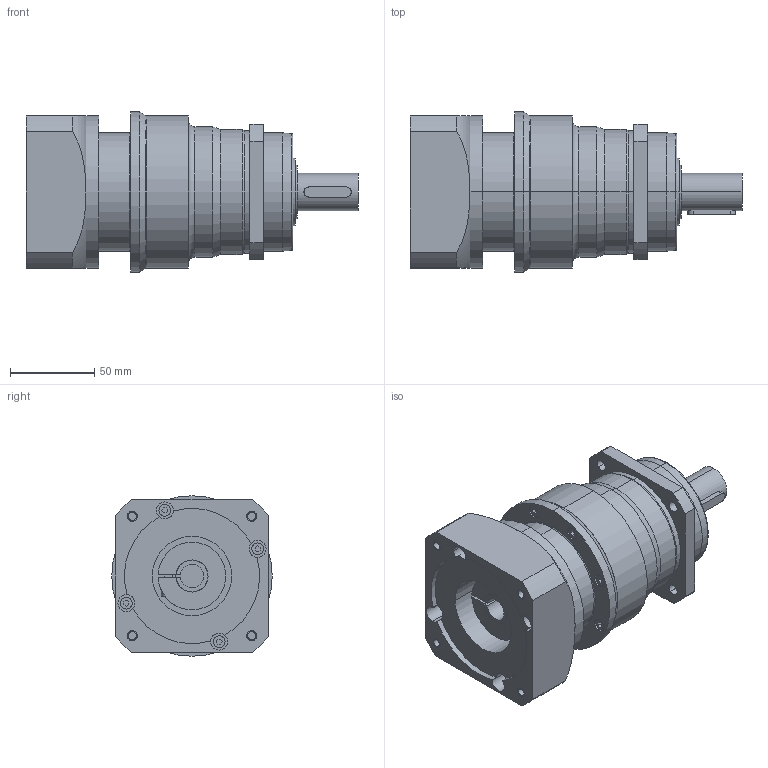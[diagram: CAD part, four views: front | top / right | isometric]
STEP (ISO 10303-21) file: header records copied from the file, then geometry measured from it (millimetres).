
FILE_DESCRIPTION((''),'2;1');
FILE_NAME('MB_PSN_MASTER','2022-04-11T',('agw'),(''),'CREO PARAMETRIC BY PTC INC, 2018360','CREO PARAMETRIC BY PTC INC, 2018360','');
FILE_SCHEMA(('AUTOMOTIVE_DESIGN { 1 0 10303 214 1 1 1 1 }'));
Length unit declared in the file: millimetre
Products named in the file (1): MB_PSN_MASTER
Bounding box: 196.5 x 95 x 95 mm (x, y, z)
Volume: 853076.9 mm3; surface area: 95466.7 mm2
Topology: 1 solids, 22 shells, 473 faces, 1080 edges, 709 vertices
Faces by surface type: plane 264, cylinder 181, cone 16, torus 12
Entity records: 16769 total; most frequent: DIRECTION 2418, CARTESIAN_POINT 2414, ORIENTED_EDGE 2120, EDGE_CURVE 1078, AXIS2_PLACEMENT_3D 878, VERTEX_POINT 709, VECTOR 662, LINE 662
